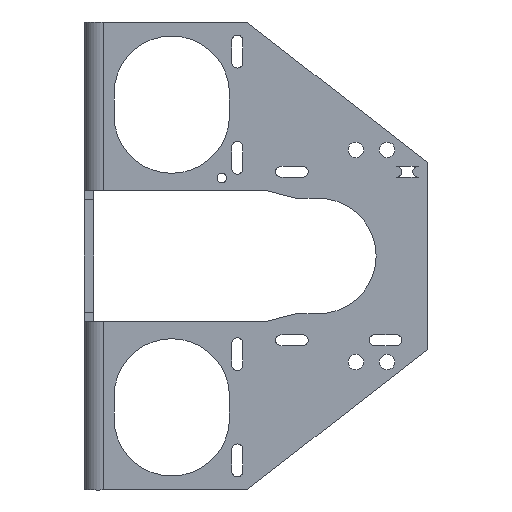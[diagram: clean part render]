
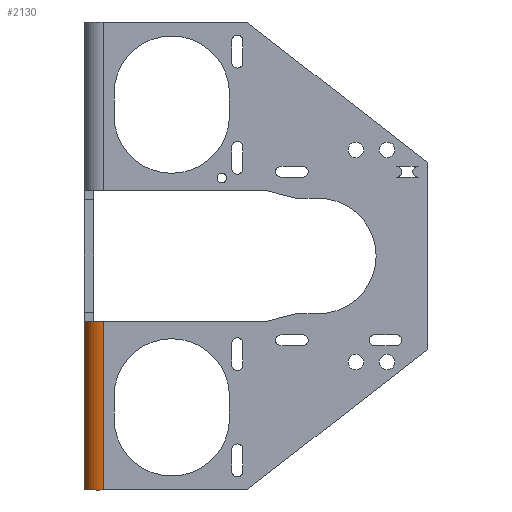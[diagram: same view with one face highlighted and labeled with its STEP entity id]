
A CAD part, front view. The second image highlights one B-rep face of the part: STEP entity #2130.
In plain terms, the highlighted cylindrical face has radius 6 mm (diameter 12 mm), a partial arc.
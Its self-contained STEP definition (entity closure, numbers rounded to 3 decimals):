
#165=CIRCLE('',#2341,6.);
#166=CIRCLE('',#2342,6.);
#205=CYLINDRICAL_SURFACE('',#2340,6.);
#291=FACE_OUTER_BOUND('',#442,.T.);
#442=EDGE_LOOP('',(#1801,#1802,#1803,#1804));
#536=LINE('',#3137,#740);
#663=LINE('',#3522,#867);
#740=VECTOR('',#2507,10.);
#867=VECTOR('',#2874,10.);
#956=VERTEX_POINT('',#3134);
#957=VERTEX_POINT('',#3136);
#993=VERTEX_POINT('',#3220);
#1095=VERTEX_POINT('',#3521);
#1165=EDGE_CURVE('',#956,#957,#536,.T.);
#1357=EDGE_CURVE('',#993,#1095,#663,.T.);
#1360=EDGE_CURVE('',#993,#957,#165,.T.);
#1361=EDGE_CURVE('',#956,#1095,#166,.T.);
#1801=ORIENTED_EDGE('',*,*,#1357,.F.);
#1802=ORIENTED_EDGE('',*,*,#1360,.T.);
#1803=ORIENTED_EDGE('',*,*,#1165,.F.);
#1804=ORIENTED_EDGE('',*,*,#1361,.T.);
#2130=ADVANCED_FACE('',(#291),#205,.T.);
#2340=AXIS2_PLACEMENT_3D('',#3525,#2877,#2878);
#2341=AXIS2_PLACEMENT_3D('',#3526,#2879,#2880);
#2342=AXIS2_PLACEMENT_3D('',#3527,#2881,#2882);
#2507=DIRECTION('',(0.,0.,1.));
#2874=DIRECTION('',(0.,0.,-1.));
#2877=DIRECTION('center_axis',(0.,0.,
1.));
#2878=DIRECTION('ref_axis',(-1.,0.,0.));
#2879=DIRECTION('center_axis',(0.,0.,
-1.));
#2880=DIRECTION('ref_axis',(0.,-1.,0.));
#2881=DIRECTION('center_axis',(0.,0.,
1.));
#2882=DIRECTION('ref_axis',(-1.,0.,0.));
#3134=CARTESIAN_POINT('',(-21.,-7.,455.477));
#3136=CARTESIAN_POINT('',(-21.,-7.,509.477));
#3137=CARTESIAN_POINT('',(-21.,-7.,519.977));
#3220=CARTESIAN_POINT('',(-15.,-13.,509.477));
#3521=CARTESIAN_POINT('',(-15.,-13.,455.477));
#3522=CARTESIAN_POINT('',(-15.,-13.,482.477));
#3525=CARTESIAN_POINT('Origin',(-15.,-7.,482.477));
#3526=CARTESIAN_POINT('Origin',(-15.,-7.,509.477));
#3527=CARTESIAN_POINT('Origin',(-15.,-7.,455.477));
